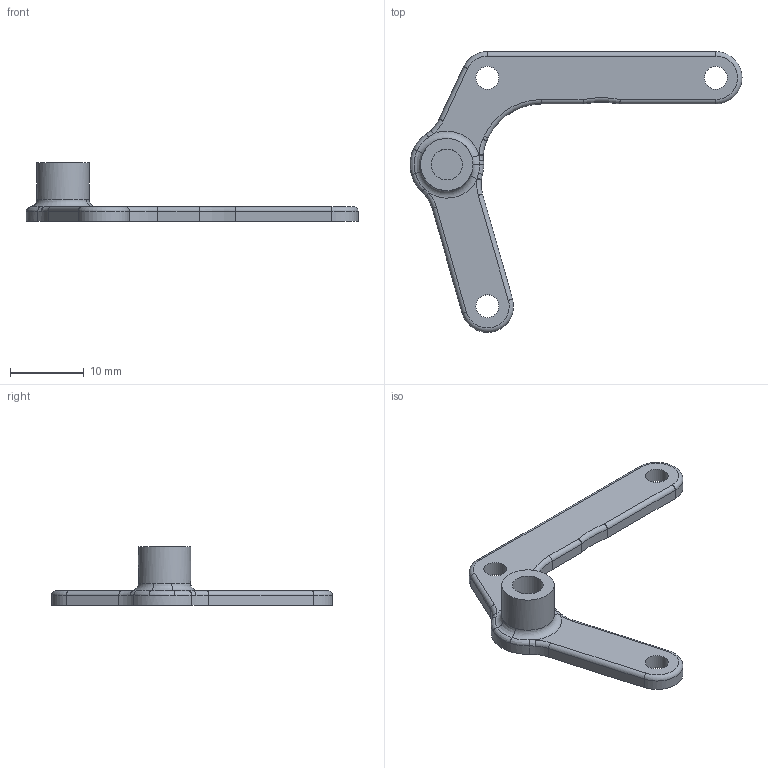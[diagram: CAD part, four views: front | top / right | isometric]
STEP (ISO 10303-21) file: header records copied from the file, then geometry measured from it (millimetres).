
FILE_DESCRIPTION(('FreeCAD Model'),'2;1');
FILE_NAME('Open CASCADE Shape Model','2025-06-15T20:56:28',(''),(''), 'Open CASCADE STEP processor 7.8','FreeCAD','Unknown');
FILE_SCHEMA(('AUTOMOTIVE_DESIGN { 1 0 10303 214 1 1 1 1 }'));
Length unit declared in the file: millimetre
Products named in the file (1): belt_tensioner
Bounding box: 45.05 x 38.09 x 8 mm (x, y, z)
Volume: 1126.2 mm3; surface area: 1501.4 mm2
Topology: 1 solids, 1 shells, 60 faces, 144 edges, 87 vertices
Faces by surface type: cylinder 21, bspline 16, plane 12, torus 11
Full cylindrical faces by diameter (mm): 3.1 x3, 4.2 x1, 7.1 x1
Entity records: 2080 total; most frequent: CARTESIAN_POINT 816, ORIENTED_EDGE 288, DIRECTION 239, EDGE_CURVE 144, AXIS2_PLACEMENT_3D 100, VERTEX_POINT 87, FACE_BOUND 67, EDGE_LOOP 67
